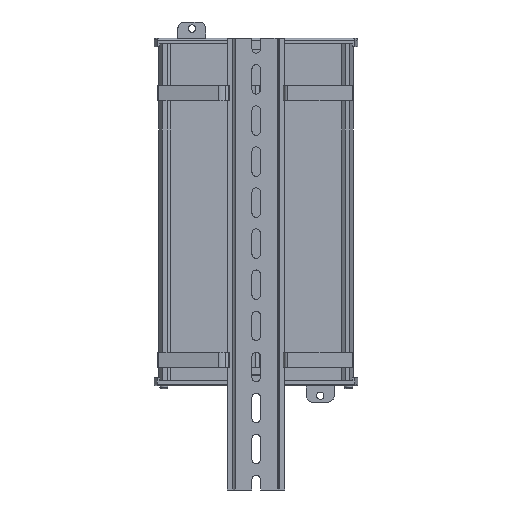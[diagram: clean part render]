
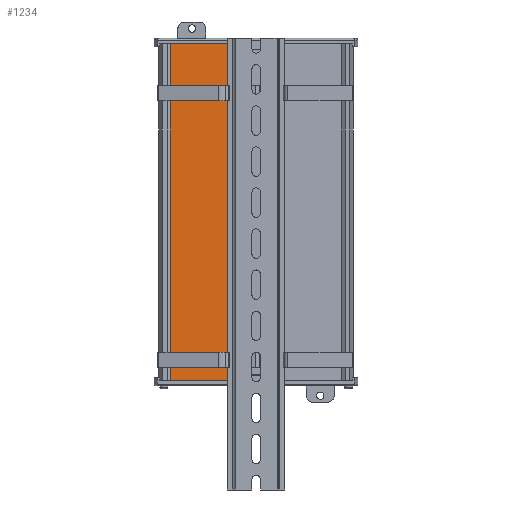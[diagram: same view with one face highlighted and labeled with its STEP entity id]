
A CAD part, front view. The second image highlights one B-rep face of the part: STEP entity #1234.
In plain terms, the highlighted face is planar.
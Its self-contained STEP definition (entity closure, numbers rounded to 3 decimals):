
#348 = DIRECTION ( 'NONE',  ( 0., 0., 1. ) ) ;
#372 = CARTESIAN_POINT ( 'NONE',  ( -6.289, -1.653, -205. ) ) ;
#501 = VECTOR ( 'NONE', #348, 1000. ) ;
#804 = DIRECTION ( 'NONE',  ( 0., 0., -1. ) ) ;
#1234 = ADVANCED_FACE ( 'NONE', ( #2802 ), #31973, .T. ) ;
#2647 = DIRECTION ( 'NONE',  ( 1., 0., 0. ) ) ;
#2802 = FACE_OUTER_BOUND ( 'NONE', #19497, .T. ) ;
#3265 = LINE ( 'NONE', #5337, #21504 ) ;
#5313 = EDGE_CURVE ( 'NONE', #18023, #30629, #3265, .T. ) ;
#5337 = CARTESIAN_POINT ( 'NONE',  ( -51.874, -1.653, 0. ) ) ;
#5815 = VECTOR ( 'NONE', #11099, 1000. ) ;
#7344 = CARTESIAN_POINT ( 'NONE',  ( -51.874, -1.653, -205. ) ) ;
#10854 = CARTESIAN_POINT ( 'NONE',  ( -51.874, -1.653, -205. ) ) ;
#11099 = DIRECTION ( 'NONE',  ( 1., 0., 0. ) ) ;
#13045 = EDGE_CURVE ( 'NONE', #31041, #30629, #14735, .T. ) ;
#14735 = LINE ( 'NONE', #25778, #501 ) ;
#15559 = CARTESIAN_POINT ( 'NONE',  ( -51.874, -1.653, 0. ) ) ;
#18023 = VERTEX_POINT ( 'NONE', #15559 ) ;
#18419 = EDGE_CURVE ( 'NONE', #19866, #31041, #28532, .T. ) ;
#19497 = EDGE_LOOP ( 'NONE', ( #33309, #25036, #30662, #33817 ) ) ;
#19866 = VERTEX_POINT ( 'NONE', #7344 ) ;
#20795 = CARTESIAN_POINT ( 'NONE',  ( -51.874, -1.653, -205. ) ) ;
#21504 = VECTOR ( 'NONE', #2647, 1000. ) ;
#25036 = ORIENTED_EDGE ( 'NONE', *, *, #33503, .F. ) ;
#25778 = CARTESIAN_POINT ( 'NONE',  ( -6.289, -1.653, -205. ) ) ;
#26254 = CARTESIAN_POINT ( 'NONE',  ( -51.874, -1.653, -205. ) ) ;
#28532 = LINE ( 'NONE', #10854, #5815 ) ;
#29011 = DIRECTION ( 'NONE',  ( 0., -1., 0. ) ) ;
#29265 = DIRECTION ( 'NONE',  ( 0., 0., 1. ) ) ;
#30629 = VERTEX_POINT ( 'NONE', #34345 ) ;
#30662 = ORIENTED_EDGE ( 'NONE', *, *, #18419, .T. ) ;
#30707 = LINE ( 'NONE', #26254, #34285 ) ;
#31041 = VERTEX_POINT ( 'NONE', #372 ) ;
#31973 = PLANE ( 'NONE',  #32597 ) ;
#32597 = AXIS2_PLACEMENT_3D ( 'NONE', #20795, #29011, #804 ) ;
#33309 = ORIENTED_EDGE ( 'NONE', *, *, #5313, .F. ) ;
#33503 = EDGE_CURVE ( 'NONE', #19866, #18023, #30707, .T. ) ;
#33817 = ORIENTED_EDGE ( 'NONE', *, *, #13045, .T. ) ;
#34285 = VECTOR ( 'NONE', #29265, 1000. ) ;
#34345 = CARTESIAN_POINT ( 'NONE',  ( -6.289, -1.653, 0. ) ) ;
